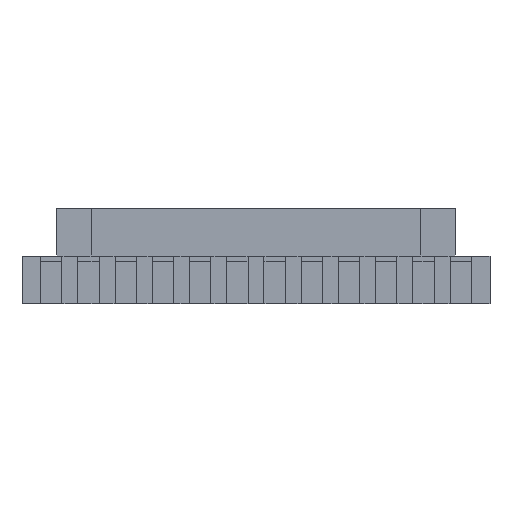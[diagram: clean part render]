
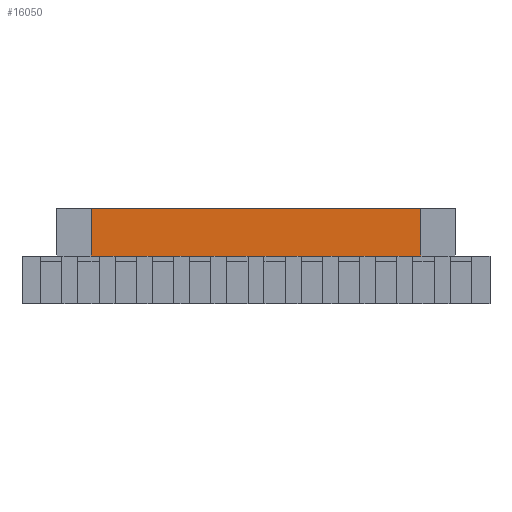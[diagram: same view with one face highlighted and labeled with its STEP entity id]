
A CAD part, front view. The second image highlights one B-rep face of the part: STEP entity #16050.
In plain terms, the highlighted planar face has unit normal (0, -1, 0).
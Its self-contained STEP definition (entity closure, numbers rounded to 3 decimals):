
#4 = CARTESIAN_POINT ( 'NONE',  ( -1.655, -8.457, 1.8 ) ) ;
#249 = DIRECTION ( 'NONE',  ( 0., 1., 0. ) ) ;
#885 = AXIS2_PLACEMENT_3D ( 'NONE', #13803, #249, #8965 ) ;
#2180 = CARTESIAN_POINT ( 'NONE',  ( -1.655, -8.457, 0.9 ) ) ;
#2361 = CARTESIAN_POINT ( 'NONE',  ( 4.545, -8.457, 1.8 ) ) ;
#2605 = VERTEX_POINT ( 'NONE', #7755 ) ;
#3112 = ORIENTED_EDGE ( 'NONE', *, *, #6717, .T. ) ;
#3171 = DIRECTION ( 'NONE',  ( 0., 0., -1. ) ) ;
#3441 = CARTESIAN_POINT ( 'NONE',  ( -1.655, -8.457, 1.8 ) ) ;
#3642 = CARTESIAN_POINT ( 'NONE',  ( 4.545, -8.457, 1.8 ) ) ;
#4073 = EDGE_CURVE ( 'NONE', #14388, #16377, #16938, .T. ) ;
#4345 = VECTOR ( 'NONE', #12692, 1000. ) ;
#5078 = ORIENTED_EDGE ( 'NONE', *, *, #4073, .T. ) ;
#6050 = DIRECTION ( 'NONE',  ( 1., 0., 0. ) ) ;
#6581 = EDGE_CURVE ( 'NONE', #14388, #16496, #7559, .T. ) ;
#6717 = EDGE_CURVE ( 'NONE', #16377, #2605, #10980, .T. ) ;
#7559 = LINE ( 'NONE', #4, #18252 ) ;
#7755 = CARTESIAN_POINT ( 'NONE',  ( 4.545, -8.457, 0.9 ) ) ;
#8550 = ORIENTED_EDGE ( 'NONE', *, *, #16334, .F. ) ;
#8965 = DIRECTION ( 'NONE',  ( 0., 0., 1. ) ) ;
#9705 = LINE ( 'NONE', #3642, #4345 ) ;
#10347 = FACE_OUTER_BOUND ( 'NONE', #17267, .T. ) ;
#10634 = CARTESIAN_POINT ( 'NONE',  ( -1.655, -8.457, 1.8 ) ) ;
#10980 = LINE ( 'NONE', #17007, #16344 ) ;
#12170 = ORIENTED_EDGE ( 'NONE', *, *, #6581, .F. ) ;
#12692 = DIRECTION ( 'NONE',  ( 0., 0., -1. ) ) ;
#13803 = CARTESIAN_POINT ( 'NONE',  ( -1.655, -8.457, 1.8 ) ) ;
#14388 = VERTEX_POINT ( 'NONE', #3441 ) ;
#14907 = DIRECTION ( 'NONE',  ( 1., 0., 0. ) ) ;
#16050 = ADVANCED_FACE ( 'NONE', ( #10347 ), #17564, .F. ) ;
#16334 = EDGE_CURVE ( 'NONE', #16496, #2605, #9705, .T. ) ;
#16344 = VECTOR ( 'NONE', #14907, 1000. ) ;
#16377 = VERTEX_POINT ( 'NONE', #2180 ) ;
#16496 = VERTEX_POINT ( 'NONE', #2361 ) ;
#16873 = VECTOR ( 'NONE', #3171, 1000. ) ;
#16938 = LINE ( 'NONE', #10634, #16873 ) ;
#17007 = CARTESIAN_POINT ( 'NONE',  ( -1.655, -8.457, 0.9 ) ) ;
#17267 = EDGE_LOOP ( 'NONE', ( #3112, #8550, #12170, #5078 ) ) ;
#17564 = PLANE ( 'NONE',  #885 ) ;
#18252 = VECTOR ( 'NONE', #6050, 1000. ) ;
